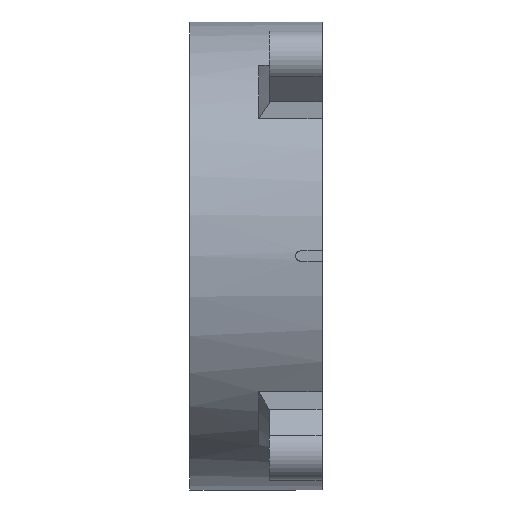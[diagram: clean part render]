
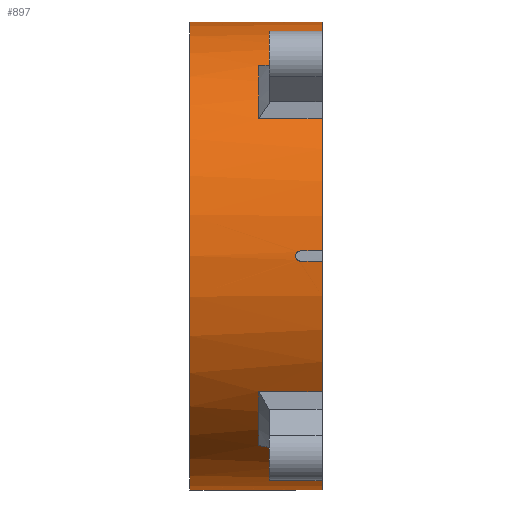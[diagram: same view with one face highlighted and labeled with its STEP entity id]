
A CAD part, left-side view. The second image highlights one B-rep face of the part: STEP entity #897.
In plain terms, the highlighted cylindrical face has radius 44.25 mm (diameter 88.5 mm), a partial arc.
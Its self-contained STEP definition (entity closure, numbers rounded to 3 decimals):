
#702 = VERTEX_POINT('',#703);
#703 = CARTESIAN_POINT('',(0.,25.,44.25));
#704 = VERTEX_POINT('',#705);
#705 = CARTESIAN_POINT('',(0.,25.,-44.25));
#712 = EDGE_CURVE('',#702,#713,#715,.T.);
#713 = VERTEX_POINT('',#714);
#714 = CARTESIAN_POINT('',(0.,5.,44.25));
#715 = LINE('',#716,#717);
#716 = CARTESIAN_POINT('',(0.,25.,44.25));
#717 = VECTOR('',#718,1.);
#718 = DIRECTION('',(-0.,-1.,-0.));
#875 = VERTEX_POINT('',#876);
#876 = CARTESIAN_POINT('',(0.,5.,-44.25));
#887 = EDGE_CURVE('',#704,#875,#888,.T.);
#888 = LINE('',#889,#890);
#889 = CARTESIAN_POINT('',(0.,25.,-44.25));
#890 = VECTOR('',#891,1.);
#891 = DIRECTION('',(-0.,-1.,-0.));
#897 = ADVANCED_FACE('',(#898),#1074,.T.);
#898 = FACE_BOUND('',#899,.T.);
#899 = EDGE_LOOP('',(#900,#901,#908,#909,#924,#932,#941,#949,#958,#966,
    #975,#983,#1004,#1012,#1021,#1029,#1038,#1046,#1055,#1063));
#900 = ORIENTED_EDGE('',*,*,#712,.F.);
#901 = ORIENTED_EDGE('',*,*,#902,.F.);
#902 = EDGE_CURVE('',#704,#702,#903,.T.);
#903 = CIRCLE('',#904,44.25);
#904 = AXIS2_PLACEMENT_3D('',#905,#906,#907);
#905 = CARTESIAN_POINT('',(0.,25.,0.));
#906 = DIRECTION('',(0.,1.,0.));
#907 = DIRECTION('',(0.,-0.,1.));
#908 = ORIENTED_EDGE('',*,*,#887,.T.);
#909 = ORIENTED_EDGE('',*,*,#910,.F.);
#910 = EDGE_CURVE('',#911,#875,#913,.T.);
#911 = VERTEX_POINT('',#912);
#912 = CARTESIAN_POINT('',(-1.,4.,-44.239));
#913 = B_SPLINE_CURVE_WITH_KNOTS('',3,(#914,#915,#916,#917,#918,#919,
    #920,#921,#922,#923),.UNSPECIFIED.,.F.,.F.,(4,2,2,2,4),(
    0.,0.,0.001,
    0.001,0.002),.UNSPECIFIED.);
#914 = CARTESIAN_POINT('',(-1.,4.,-44.239));
#915 = CARTESIAN_POINT('',(-1.,4.132,-44.239));
#916 = CARTESIAN_POINT('',(-0.974,4.262,-44.239
    ));
#917 = CARTESIAN_POINT('',(-0.873,4.504,
    -44.241));
#918 = CARTESIAN_POINT('',(-0.799,4.615,
    -44.243));
#919 = CARTESIAN_POINT('',(-0.614,4.799,
    -44.246));
#920 = CARTESIAN_POINT('',(-0.503,4.874,
    -44.247));
#921 = CARTESIAN_POINT('',(-0.262,4.974,
    -44.249));
#922 = CARTESIAN_POINT('',(-0.13,5.,-44.25));
#923 = CARTESIAN_POINT('',(0.,5.,-44.25));
#924 = ORIENTED_EDGE('',*,*,#925,.T.);
#925 = EDGE_CURVE('',#911,#926,#928,.T.);
#926 = VERTEX_POINT('',#927);
#927 = CARTESIAN_POINT('',(-1.,0.,-44.239));
#928 = LINE('',#929,#930);
#929 = CARTESIAN_POINT('',(-1.,25.,-44.239));
#930 = VECTOR('',#931,1.);
#931 = DIRECTION('',(-0.,-1.,-0.));
#932 = ORIENTED_EDGE('',*,*,#933,.T.);
#933 = EDGE_CURVE('',#926,#934,#936,.T.);
#934 = VERTEX_POINT('',#935);
#935 = CARTESIAN_POINT('',(-25.922,0.,-35.862));
#936 = CIRCLE('',#937,44.25);
#937 = AXIS2_PLACEMENT_3D('',#938,#939,#940);
#938 = CARTESIAN_POINT('',(0.,0.,0.));
#939 = DIRECTION('',(0.,1.,0.));
#940 = DIRECTION('',(0.,-0.,1.));
#941 = ORIENTED_EDGE('',*,*,#942,.T.);
#942 = EDGE_CURVE('',#934,#943,#945,.T.);
#943 = VERTEX_POINT('',#944);
#944 = CARTESIAN_POINT('',(-25.922,12.,-35.862));
#945 = LINE('',#946,#947);
#946 = CARTESIAN_POINT('',(-25.922,25.,-35.862));
#947 = VECTOR('',#948,1.);
#948 = DIRECTION('',(0.,1.,0.));
#949 = ORIENTED_EDGE('',*,*,#950,.T.);
#950 = EDGE_CURVE('',#943,#951,#953,.T.);
#951 = VERTEX_POINT('',#952);
#952 = CARTESIAN_POINT('',(-36.039,12.,-25.676));
#953 = CIRCLE('',#954,44.25);
#954 = AXIS2_PLACEMENT_3D('',#955,#956,#957);
#955 = CARTESIAN_POINT('',(0.,12.,0.));
#956 = DIRECTION('',(0.,1.,0.));
#957 = DIRECTION('',(0.,-0.,1.));
#958 = ORIENTED_EDGE('',*,*,#959,.T.);
#959 = EDGE_CURVE('',#951,#960,#962,.T.);
#960 = VERTEX_POINT('',#961);
#961 = CARTESIAN_POINT('',(-36.039,0.,-25.676));
#962 = LINE('',#963,#964);
#963 = CARTESIAN_POINT('',(-36.039,25.,-25.676));
#964 = VECTOR('',#965,1.);
#965 = DIRECTION('',(-0.,-1.,-0.));
#966 = ORIENTED_EDGE('',*,*,#967,.T.);
#967 = EDGE_CURVE('',#960,#968,#970,.T.);
#968 = VERTEX_POINT('',#969);
#969 = CARTESIAN_POINT('',(-44.239,0.,-1.));
#970 = CIRCLE('',#971,44.25);
#971 = AXIS2_PLACEMENT_3D('',#972,#973,#974);
#972 = CARTESIAN_POINT('',(0.,0.,0.));
#973 = DIRECTION('',(0.,1.,0.));
#974 = DIRECTION('',(0.,-0.,1.));
#975 = ORIENTED_EDGE('',*,*,#976,.F.);
#976 = EDGE_CURVE('',#977,#968,#979,.T.);
#977 = VERTEX_POINT('',#978);
#978 = CARTESIAN_POINT('',(-44.239,4.,-1.));
#979 = LINE('',#980,#981);
#980 = CARTESIAN_POINT('',(-44.239,25.,-1.));
#981 = VECTOR('',#982,1.);
#982 = DIRECTION('',(-0.,-1.,-0.));
#983 = ORIENTED_EDGE('',*,*,#984,.F.);
#984 = EDGE_CURVE('',#985,#977,#987,.T.);
#985 = VERTEX_POINT('',#986);
#986 = CARTESIAN_POINT('',(-44.239,4.,1.));
#987 = B_SPLINE_CURVE_WITH_KNOTS('',3,(#988,#989,#990,#991,#992,#993,
    #994,#995,#996,#997,#998,#999,#1000,#1001,#1002,#1003),
  .UNSPECIFIED.,.F.,.F.,(4,2,2,2,2,2,2,4),(0.,
    0.,0.001,0.001,
    0.002,0.002,0.002,
    0.003),.UNSPECIFIED.);
#988 = CARTESIAN_POINT('',(-44.239,4.,1.));
#989 = CARTESIAN_POINT('',(-44.239,4.132,1.));
#990 = CARTESIAN_POINT('',(-44.239,4.262,0.974
    ));
#991 = CARTESIAN_POINT('',(-44.241,4.504,0.873
    ));
#992 = CARTESIAN_POINT('',(-44.243,4.615,0.799
    ));
#993 = CARTESIAN_POINT('',(-44.246,4.799,0.615
    ));
#994 = CARTESIAN_POINT('',(-44.247,4.874,0.503
    ));
#995 = CARTESIAN_POINT('',(-44.249,4.974,0.263
    ));
#996 = CARTESIAN_POINT('',(-44.25,5.,0.131
    ));
#997 = CARTESIAN_POINT('',(-44.25,5.,
    -0.13));
#998 = CARTESIAN_POINT('',(-44.249,4.974,
    -0.261));
#999 = CARTESIAN_POINT('',(-44.247,4.874,
    -0.503));
#1000 = CARTESIAN_POINT('',(-44.246,4.801,
    -0.613));
#1001 = CARTESIAN_POINT('',(-44.241,4.521,
    -0.893));
#1002 = CARTESIAN_POINT('',(-44.239,4.264,-1.));
#1003 = CARTESIAN_POINT('',(-44.239,4.,-1.));
#1004 = ORIENTED_EDGE('',*,*,#1005,.T.);
#1005 = EDGE_CURVE('',#985,#1006,#1008,.T.);
#1006 = VERTEX_POINT('',#1007);
#1007 = CARTESIAN_POINT('',(-44.239,0.,1.));
#1008 = LINE('',#1009,#1010);
#1009 = CARTESIAN_POINT('',(-44.239,25.,1.));
#1010 = VECTOR('',#1011,1.);
#1011 = DIRECTION('',(-0.,-1.,-0.));
#1012 = ORIENTED_EDGE('',*,*,#1013,.T.);
#1013 = EDGE_CURVE('',#1006,#1014,#1016,.T.);
#1014 = VERTEX_POINT('',#1015);
#1015 = CARTESIAN_POINT('',(-35.862,0.,25.922));
#1016 = CIRCLE('',#1017,44.25);
#1017 = AXIS2_PLACEMENT_3D('',#1018,#1019,#1020);
#1018 = CARTESIAN_POINT('',(0.,0.,0.));
#1019 = DIRECTION('',(0.,1.,0.));
#1020 = DIRECTION('',(0.,-0.,1.));
#1021 = ORIENTED_EDGE('',*,*,#1022,.T.);
#1022 = EDGE_CURVE('',#1014,#1023,#1025,.T.);
#1023 = VERTEX_POINT('',#1024);
#1024 = CARTESIAN_POINT('',(-35.862,12.,25.922));
#1025 = LINE('',#1026,#1027);
#1026 = CARTESIAN_POINT('',(-35.862,25.,25.922));
#1027 = VECTOR('',#1028,1.);
#1028 = DIRECTION('',(0.,1.,0.));
#1029 = ORIENTED_EDGE('',*,*,#1030,.T.);
#1030 = EDGE_CURVE('',#1023,#1031,#1033,.T.);
#1031 = VERTEX_POINT('',#1032);
#1032 = CARTESIAN_POINT('',(-25.676,12.,36.039));
#1033 = CIRCLE('',#1034,44.25);
#1034 = AXIS2_PLACEMENT_3D('',#1035,#1036,#1037);
#1035 = CARTESIAN_POINT('',(0.,12.,0.));
#1036 = DIRECTION('',(0.,1.,0.));
#1037 = DIRECTION('',(0.,-0.,1.));
#1038 = ORIENTED_EDGE('',*,*,#1039,.T.);
#1039 = EDGE_CURVE('',#1031,#1040,#1042,.T.);
#1040 = VERTEX_POINT('',#1041);
#1041 = CARTESIAN_POINT('',(-25.676,0.,36.039));
#1042 = LINE('',#1043,#1044);
#1043 = CARTESIAN_POINT('',(-25.676,25.,36.039));
#1044 = VECTOR('',#1045,1.);
#1045 = DIRECTION('',(-0.,-1.,-0.));
#1046 = ORIENTED_EDGE('',*,*,#1047,.T.);
#1047 = EDGE_CURVE('',#1040,#1048,#1050,.T.);
#1048 = VERTEX_POINT('',#1049);
#1049 = CARTESIAN_POINT('',(-1.,0.,44.239));
#1050 = CIRCLE('',#1051,44.25);
#1051 = AXIS2_PLACEMENT_3D('',#1052,#1053,#1054);
#1052 = CARTESIAN_POINT('',(0.,0.,0.));
#1053 = DIRECTION('',(0.,1.,0.));
#1054 = DIRECTION('',(0.,-0.,1.));
#1055 = ORIENTED_EDGE('',*,*,#1056,.F.);
#1056 = EDGE_CURVE('',#1057,#1048,#1059,.T.);
#1057 = VERTEX_POINT('',#1058);
#1058 = CARTESIAN_POINT('',(-1.,4.,44.239));
#1059 = LINE('',#1060,#1061);
#1060 = CARTESIAN_POINT('',(-1.,25.,44.239));
#1061 = VECTOR('',#1062,1.);
#1062 = DIRECTION('',(-0.,-1.,-0.));
#1063 = ORIENTED_EDGE('',*,*,#1064,.F.);
#1064 = EDGE_CURVE('',#713,#1057,#1065,.T.);
#1065 = B_SPLINE_CURVE_WITH_KNOTS('',3,(#1066,#1067,#1068,#1069,#1070,
    #1071,#1072,#1073),.UNSPECIFIED.,.F.,.F.,(4,2,2,4),(
    0.002,0.002,0.002,
    0.003),.UNSPECIFIED.);
#1066 = CARTESIAN_POINT('',(0.,5.,44.25));
#1067 = CARTESIAN_POINT('',(-0.13,5.,44.25));
#1068 = CARTESIAN_POINT('',(-0.261,4.974,
    44.249));
#1069 = CARTESIAN_POINT('',(-0.503,4.874,
    44.247));
#1070 = CARTESIAN_POINT('',(-0.613,4.801,
    44.246));
#1071 = CARTESIAN_POINT('',(-0.894,4.521,
    44.241));
#1072 = CARTESIAN_POINT('',(-1.,4.264,44.239));
#1073 = CARTESIAN_POINT('',(-1.,4.,44.239));
#1074 = CYLINDRICAL_SURFACE('',#1075,44.25);
#1075 = AXIS2_PLACEMENT_3D('',#1076,#1077,#1078);
#1076 = CARTESIAN_POINT('',(0.,25.,0.));
#1077 = DIRECTION('',(-0.,-1.,-0.));
#1078 = DIRECTION('',(0.,0.,-1.));
